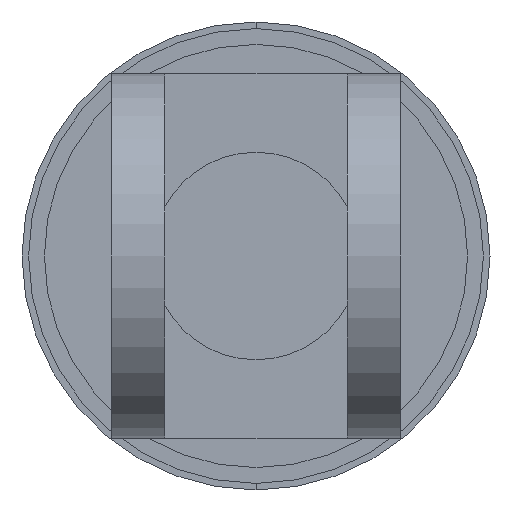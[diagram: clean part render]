
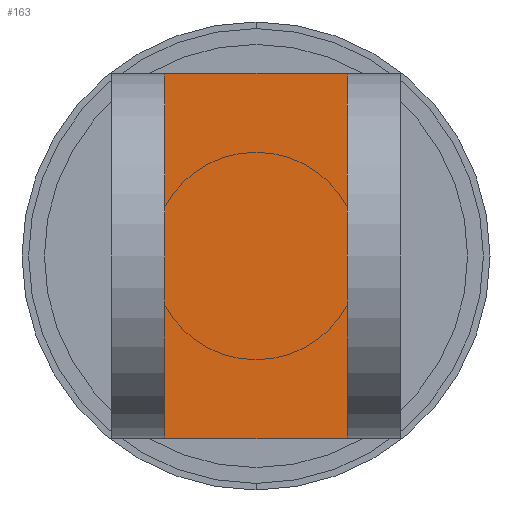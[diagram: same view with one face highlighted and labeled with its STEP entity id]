
A CAD part, left-side view. The second image highlights one B-rep face of the part: STEP entity #163.
In plain terms, the highlighted planar face has unit normal (-1, 0, 0).
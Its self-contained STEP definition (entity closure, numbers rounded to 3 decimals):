
#163=ADVANCED_FACE('',(#696),#695,.T.);
#695=PLANE('',#1333);
#696=FACE_OUTER_BOUND('',#1334,.T.);
#1330=CARTESIAN_POINT('',(-202.144,-6.6,152.477));
#1331=DIRECTION('',(-1.,0.,0.));
#1332=DIRECTION('',(0.,0.,1.));
#1333=AXIS2_PLACEMENT_3D('',#1330,#1331,#1332);
#1334=EDGE_LOOP('',(#1644,#1645,#1646,#1647));
#1644=ORIENTED_EDGE('',*,*,#1849,.F.);
#1645=ORIENTED_EDGE('',*,*,#1837,.F.);
#1646=ORIENTED_EDGE('',*,*,#1847,.T.);
#1647=ORIENTED_EDGE('',*,*,#1850,.T.);
#1837=EDGE_CURVE('',#2719,#2705,#2726,.T.);
#1847=EDGE_CURVE('',#2719,#2785,#2792,.T.);
#1849=EDGE_CURVE('',#2705,#2804,#2805,.T.);
#1850=EDGE_CURVE('',#2785,#2804,#2811,.T.);
#2705=VERTEX_POINT('',#3449);
#2719=VERTEX_POINT('',#3458);
#2726=LINE('',#3462,#3463);
#2785=VERTEX_POINT('',#3499);
#2792=LINE('',#3503,#3504);
#2804=VERTEX_POINT('',#3509);
#2805=LINE('',#3510,#3511);
#2811=LINE('',#3513,#3514);
#3449=CARTESIAN_POINT('',(-202.144,-5.5,154.677));
#3458=CARTESIAN_POINT('',(-202.144,-5.5,176.677));
#3462=CARTESIAN_POINT('',(-202.144,-5.5,176.677));
#3463=VECTOR('',#3464,22.);
#3464=DIRECTION('',(0.,0.,-1.));
#3499=CARTESIAN_POINT('',(-202.144,5.5,176.677));
#3503=CARTESIAN_POINT('',(-202.144,-5.5,176.677));
#3504=VECTOR('',#3505,11.);
#3505=DIRECTION('',(0.,1.,0.));
#3509=CARTESIAN_POINT('',(-202.144,5.5,154.677));
#3510=CARTESIAN_POINT('',(-202.144,-5.5,154.677));
#3511=VECTOR('',#3512,11.);
#3512=DIRECTION('',(0.,1.,0.));
#3513=CARTESIAN_POINT('',(-202.144,5.5,176.677));
#3514=VECTOR('',#3515,22.);
#3515=DIRECTION('',(0.,0.,-1.));
